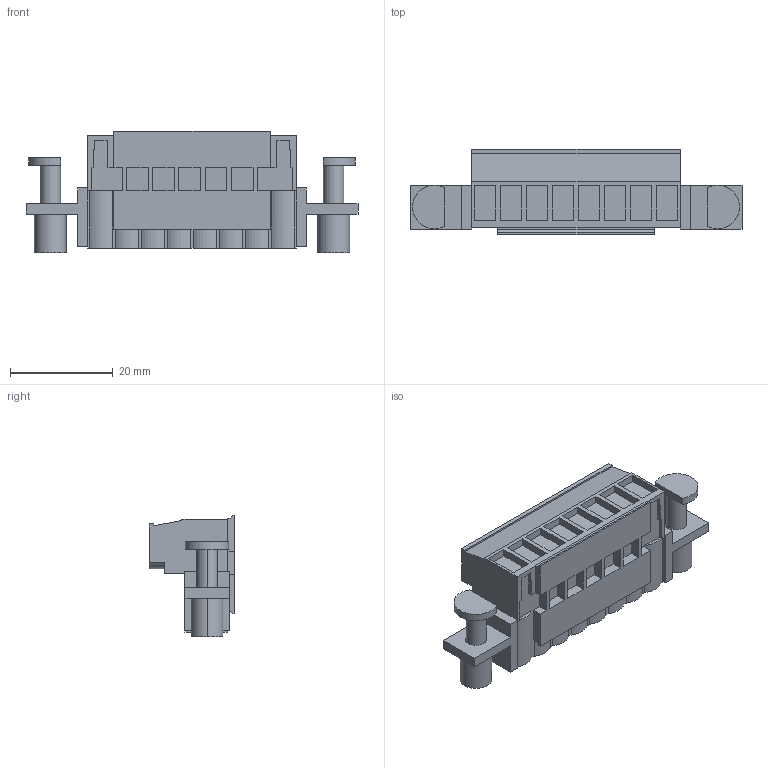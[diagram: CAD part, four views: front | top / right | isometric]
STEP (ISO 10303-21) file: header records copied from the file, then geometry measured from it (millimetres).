
FILE_DESCRIPTION(('CATIA V5 STEP','CAx-IF Rec.Pracs.--- Model Styling and Organization---1.2---2011-12-15'),'2;1');
FILE_NAME ('D1451330_0_1353540000_1353540000.stp','2017-06-01T12:02:05+00:00',('none'),('Weidmueller'),'CATIA Version 5-6 Release 2014','CATIA V5 STEP AP214','none');
FILE_SCHEMA(('AUTOMOTIVE_DESIGN { 1 0 10303 214 1 1 1 1 }'));
Length unit declared in the file: millimetre
Products named in the file (1): 1353540000
Bounding box: 64.74 x 16.6 x 23.6 mm (x, y, z)
Volume: 8973.2 mm3; surface area: 8160.9 mm2
Topology: 19 solids, 19 shells, 603 faces, 1628 edges, 1104 vertices
Faces by surface type: plane 453, cylinder 118, extrusion 32
Entity records: 18925 total; most frequent: CARTESIAN_POINT 4166, ORIENTED_EDGE 3256, DIRECTION 2286, EDGE_CURVE 1628, VECTOR 1326, LINE 1294, VERTEX_POINT 1104, EDGE_LOOP 664
